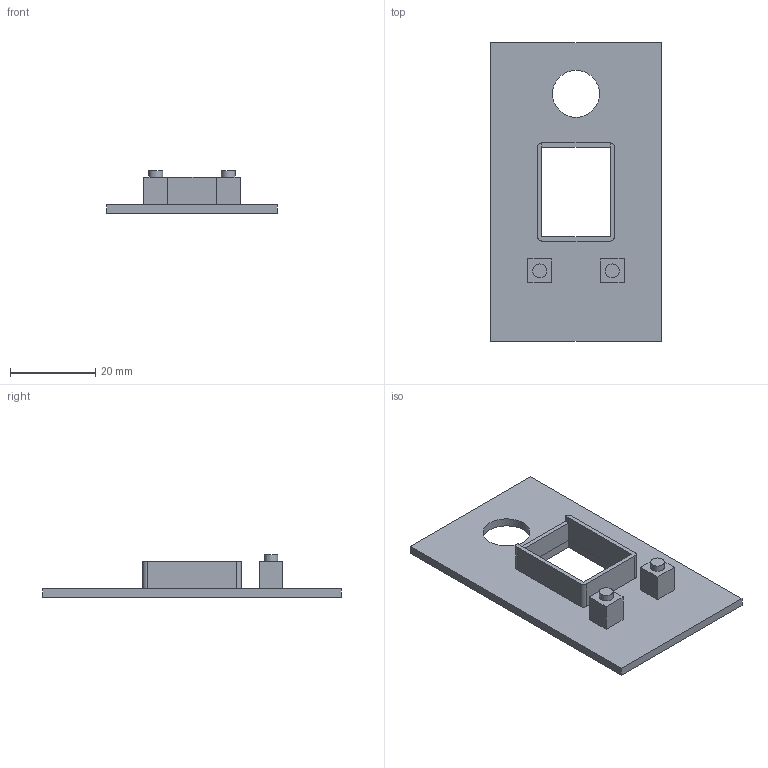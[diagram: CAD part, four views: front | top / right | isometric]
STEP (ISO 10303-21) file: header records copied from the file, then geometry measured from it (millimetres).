
FILE_DESCRIPTION(('FreeCAD Model'),'2;1');
FILE_NAME('Open CASCADE Shape Model','2024-05-15T11:01:06',(''),(''), 'Open CASCADE STEP processor 7.7','FreeCAD','Unknown');
FILE_SCHEMA(('AUTOMOTIVE_DESIGN { 1 0 10303 214 1 1 1 1 }'));
Length unit declared in the file: millimetre
Products named in the file (1): Body
Bounding box: 40 x 70 x 10 mm (x, y, z)
Volume: 5649.6 mm3; surface area: 6674.9 mm2
Topology: 1 solids, 1 shells, 41 faces, 100 edges, 65 vertices
Faces by surface type: plane 34, cylinder 7
Full cylindrical faces by diameter (mm): 3.25 x2, 11 x1
Entity records: 1218 total; most frequent: CARTESIAN_POINT 207, ORIENTED_EDGE 200, DIRECTION 198, EDGE_CURVE 100, LINE 86, VECTOR 86, VERTEX_POINT 65, AXIS2_PLACEMENT_3D 56
